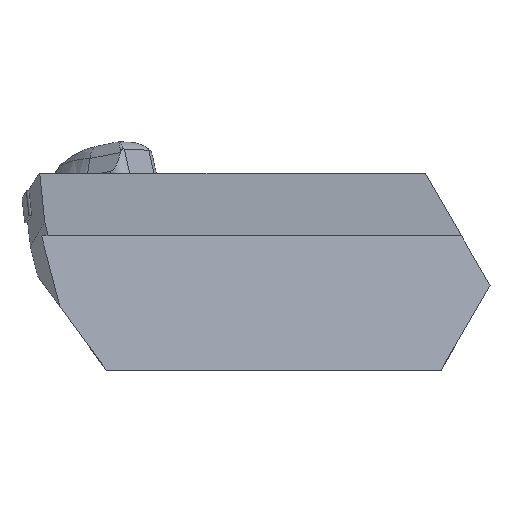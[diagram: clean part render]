
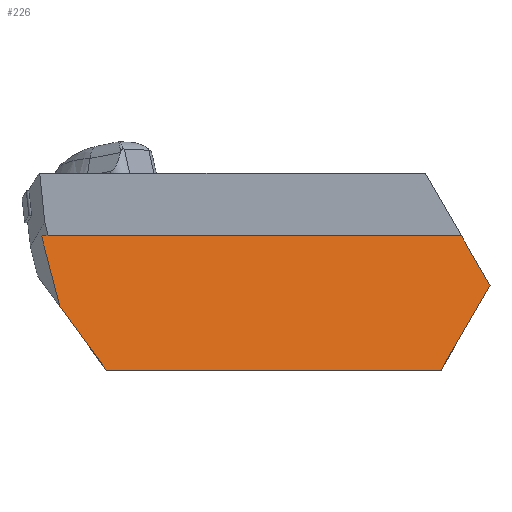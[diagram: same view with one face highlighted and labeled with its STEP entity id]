
A CAD part, top view. The second image highlights one B-rep face of the part: STEP entity #226.
In plain terms, the highlighted planar face has unit normal (0, 0.139, 0.99).
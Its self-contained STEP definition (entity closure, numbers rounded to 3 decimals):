
#226=ADVANCED_FACE('',(#329),#289,.F.);
#289=PLANE('',#1350);
#329=FACE_OUTER_BOUND('',#388,.T.);
#388=EDGE_LOOP('',(#537,#538,#539,#540,#541,#542));
#537=ORIENTED_EDGE('',*,*,#966,.F.);
#538=ORIENTED_EDGE('',*,*,#961,.T.);
#539=ORIENTED_EDGE('',*,*,#967,.T.);
#540=ORIENTED_EDGE('',*,*,#947,.T.);
#541=ORIENTED_EDGE('',*,*,#968,.F.);
#542=ORIENTED_EDGE('',*,*,#963,.T.);
#822=VERTEX_POINT('',#1817);
#823=VERTEX_POINT('',#1819);
#830=VERTEX_POINT('',#1843);
#831=VERTEX_POINT('',#1845);
#832=VERTEX_POINT('',#1849);
#833=VERTEX_POINT('',#1851);
#947=EDGE_CURVE('',#823,#822,#1111,.T.);
#961=EDGE_CURVE('',#830,#831,#1123,.T.);
#963=EDGE_CURVE('',#833,#832,#1125,.T.);
#966=EDGE_CURVE('',#830,#832,#1128,.T.);
#967=EDGE_CURVE('',#831,#823,#1129,.T.);
#968=EDGE_CURVE('',#833,#822,#1130,.T.);
#1111=LINE('',#1818,#1207);
#1123=LINE('',#1846,#1219);
#1125=LINE('',#1850,#1221);
#1128=LINE('',#1856,#1224);
#1129=LINE('',#1857,#1225);
#1130=LINE('',#1858,#1226);
#1207=VECTOR('',#1496,1.);
#1219=VECTOR('',#1522,1.);
#1221=VECTOR('',#1526,1.);
#1224=VECTOR('',#1531,1.);
#1225=VECTOR('',#1532,1.);
#1226=VECTOR('',#1533,1.);
#1350=AXIS2_PLACEMENT_3D('',#1859,#1534,#1535);
#1496=DIRECTION('',(-0.496,0.86,-0.121));
#1522=DIRECTION('',(1.,0.,0.));
#1526=DIRECTION('',(0.251,-0.959,0.135));
#1531=DIRECTION('',(-0.584,0.804,-0.113));
#1532=DIRECTION('',(0.496,0.86,-0.121));
#1533=DIRECTION('',(1.,0.,0.));
#1534=DIRECTION('',(0.,-0.139,-0.99));
#1535=DIRECTION('',(0.,-0.99,0.139));
#1817=CARTESIAN_POINT('',(-4.457,-9.6,0.));
#1818=CARTESIAN_POINT('',(-9.919,-0.14,-1.329));
#1819=CARTESIAN_POINT('',(2.817,-22.199,1.771));
#1843=CARTESIAN_POINT('',(-95.172,-43.85,4.814));
#1845=CARTESIAN_POINT('',(-9.683,-43.85,4.814));
#1846=CARTESIAN_POINT('',(-117.5,-43.85,4.814));
#1849=CARTESIAN_POINT('',(-107.017,-27.547,2.522));
#1850=CARTESIAN_POINT('',(-111.339,-11.036,0.202));
#1851=CARTESIAN_POINT('',(-111.715,-9.6,0.));
#1856=CARTESIAN_POINT('',(-117.74,-12.788,0.448));
#1857=CARTESIAN_POINT('',(-7.146,-39.455,4.196));
#1858=CARTESIAN_POINT('',(-117.5,-9.6,0.));
#1859=CARTESIAN_POINT('',(-117.5,-12.617,0.424));
